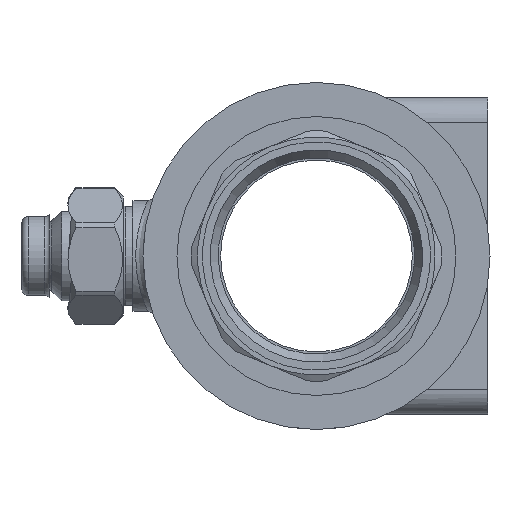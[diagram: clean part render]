
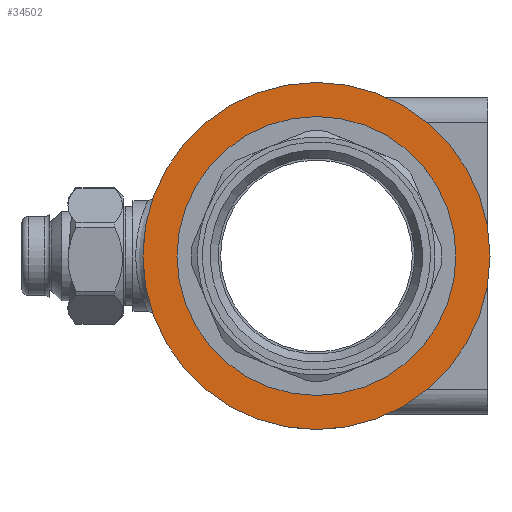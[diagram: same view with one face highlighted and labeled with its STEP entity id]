
A CAD part, left-side view. The second image highlights one B-rep face of the part: STEP entity #34502.
In plain terms, the highlighted planar face has unit normal (-1, 0, 0).
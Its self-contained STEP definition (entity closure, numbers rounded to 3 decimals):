
#6575=FACE_BOUND('',#8873,.T.);
#6873=FACE_OUTER_BOUND('',#8872,.T.);
#8872=EDGE_LOOP('',(#21005,#21006));
#8873=EDGE_LOOP('',(#21007,#21008));
#11151=CIRCLE('',#36613,54.75);
#11152=CIRCLE('',#36614,54.75);
#11153=CIRCLE('',#36615,44.);
#11154=CIRCLE('',#36616,44.);
#12116=VERTEX_POINT('',#54586);
#12117=VERTEX_POINT('',#54587);
#12118=VERTEX_POINT('',#54590);
#12119=VERTEX_POINT('',#54591);
#15662=EDGE_CURVE('',#12116,#12117,#11151,.T.);
#15663=EDGE_CURVE('',#12117,#12116,#11152,.T.);
#15664=EDGE_CURVE('',#12118,#12119,#11153,.T.);
#15665=EDGE_CURVE('',#12119,#12118,#11154,.T.);
#21005=ORIENTED_EDGE('',*,*,#15662,.T.);
#21006=ORIENTED_EDGE('',*,*,#15663,.T.);
#21007=ORIENTED_EDGE('',*,*,#15664,.F.);
#21008=ORIENTED_EDGE('',*,*,#15665,.F.);
#31204=PLANE('',#36612);
#34502=ADVANCED_FACE('',(#6873,#6575),#31204,.F.);
#36612=AXIS2_PLACEMENT_3D('',#54585,#41604,#41605);
#36613=AXIS2_PLACEMENT_3D('',#54588,#41606,#41607);
#36614=AXIS2_PLACEMENT_3D('',#54589,#41608,#41609);
#36615=AXIS2_PLACEMENT_3D('',#54592,#41610,#41611);
#36616=AXIS2_PLACEMENT_3D('',#54593,#41612,#41613);
#41604=DIRECTION('center_axis',(1.,0.,0.));
#41605=DIRECTION('ref_axis',(0.,0.,-1.));
#41606=DIRECTION('center_axis',(-1.,0.,0.));
#41607=DIRECTION('ref_axis',(0.,0.,1.));
#41608=DIRECTION('center_axis',(-1.,0.,0.));
#41609=DIRECTION('ref_axis',(0.,0.,1.));
#41610=DIRECTION('center_axis',(-1.,0.,0.));
#41611=DIRECTION('ref_axis',(0.,0.,1.));
#41612=DIRECTION('center_axis',(-1.,0.,0.));
#41613=DIRECTION('ref_axis',(0.,0.,1.));
#54585=CARTESIAN_POINT('Origin',(-115.905,41.986,109.5));
#54586=CARTESIAN_POINT('',(-115.905,-2.014,164.25));
#54587=CARTESIAN_POINT('',(-115.905,-2.014,54.75));
#54588=CARTESIAN_POINT('Origin',(-115.905,-2.014,109.5));
#54589=CARTESIAN_POINT('Origin',(-115.905,-2.014,109.5));
#54590=CARTESIAN_POINT('',(-115.905,-2.014,153.5));
#54591=CARTESIAN_POINT('',(-115.905,-2.014,65.5));
#54592=CARTESIAN_POINT('Origin',(-115.905,-2.014,109.5));
#54593=CARTESIAN_POINT('Origin',(-115.905,-2.014,109.5));
